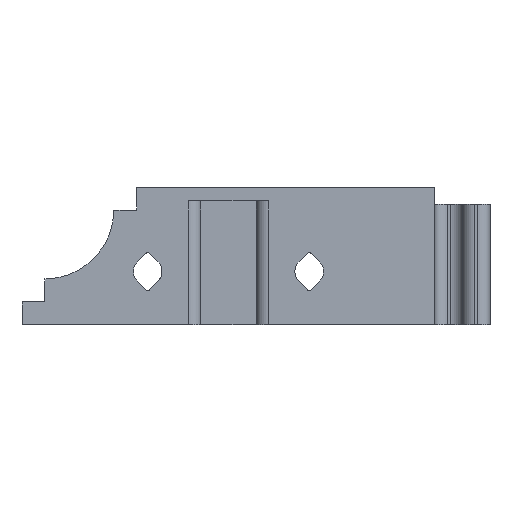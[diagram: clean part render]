
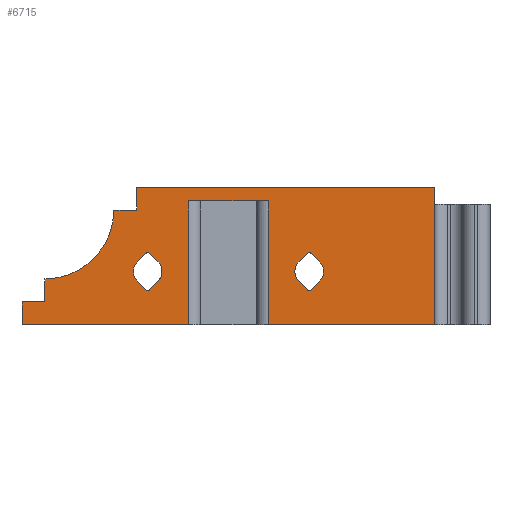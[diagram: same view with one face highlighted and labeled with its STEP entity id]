
A CAD part, left-side view. The second image highlights one B-rep face of the part: STEP entity #6715.
In plain terms, the highlighted planar face has unit normal (-1, 0, 0).
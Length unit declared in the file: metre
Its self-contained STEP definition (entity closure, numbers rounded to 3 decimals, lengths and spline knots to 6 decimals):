
#164=CIRCLE('',#7196,0.002075);
#167=CIRCLE('',#7215,0.002075);
#178=CIRCLE('',#7228,0.01);
#179=CIRCLE('',#7229,0.0004);
#180=CIRCLE('',#7230,0.002075);
#181=CIRCLE('',#7231,0.0004);
#182=CIRCLE('',#7232,0.0004);
#183=CIRCLE('',#7233,0.0004);
#184=CIRCLE('',#7234,0.002075);
#356=PLANE('',#7227);
#570=LINE('',#9711,#1254);
#701=LINE('',#10115,#1385);
#721=LINE('',#10188,#1405);
#895=LINE('',#10897,#1579);
#896=LINE('',#10900,#1580);
#897=LINE('',#10901,#1581);
#898=LINE('',#10903,#1582);
#899=LINE('',#10905,#1583);
#900=LINE('',#10906,#1584);
#901=LINE('',#10907,#1585);
#902=LINE('',#10909,#1586);
#903=LINE('',#10913,#1587);
#904=LINE('',#10914,#1588);
#905=LINE('',#10918,#1589);
#906=LINE('',#10922,#1590);
#907=LINE('',#10926,#1591);
#908=LINE('',#10927,#1592);
#909=LINE('',#10932,#1593);
#910=LINE('',#10933,#1594);
#911=LINE('',#10937,#1595);
#1254=VECTOR('',#7583,1.);
#1385=VECTOR('',#7838,1.);
#1405=VECTOR('',#7890,1.);
#1579=VECTOR('',#8354,1.);
#1580=VECTOR('',#8355,1.);
#1581=VECTOR('',#8356,1.);
#1582=VECTOR('',#8357,1.);
#1583=VECTOR('',#8358,1.);
#1584=VECTOR('',#8359,1.);
#1585=VECTOR('',#8360,1.);
#1586=VECTOR('',#8361,1.);
#1587=VECTOR('',#8364,1.);
#1588=VECTOR('',#8365,1.);
#1589=VECTOR('',#8368,1.);
#1590=VECTOR('',#8371,1.);
#1591=VECTOR('',#8374,1.);
#1592=VECTOR('',#8375,1.);
#1593=VECTOR('',#8378,1.);
#1594=VECTOR('',#8379,1.);
#1595=VECTOR('',#8382,1.);
#2720=ORIENTED_EDGE('',*,*,#4575,.F.);
#2721=ORIENTED_EDGE('',*,*,#4576,.T.);
#2722=ORIENTED_EDGE('',*,*,#4228,.F.);
#2723=ORIENTED_EDGE('',*,*,#4577,.F.);
#2724=ORIENTED_EDGE('',*,*,#4578,.F.);
#2725=ORIENTED_EDGE('',*,*,#4579,.T.);
#2726=ORIENTED_EDGE('',*,*,#4264,.F.);
#2727=ORIENTED_EDGE('',*,*,#4580,.T.);
#2728=ORIENTED_EDGE('',*,*,#4052,.T.);
#2729=ORIENTED_EDGE('',*,*,#4581,.F.);
#2730=ORIENTED_EDGE('',*,*,#4582,.F.);
#2731=ORIENTED_EDGE('',*,*,#4583,.F.);
#2732=ORIENTED_EDGE('',*,*,#4584,.F.);
#2733=ORIENTED_EDGE('',*,*,#4585,.F.);
#2734=ORIENTED_EDGE('',*,*,#4586,.F.);
#2735=ORIENTED_EDGE('',*,*,#4587,.T.);
#2736=ORIENTED_EDGE('',*,*,#4588,.F.);
#2737=ORIENTED_EDGE('',*,*,#4589,.T.);
#2738=ORIENTED_EDGE('',*,*,#4590,.F.);
#2739=ORIENTED_EDGE('',*,*,#4591,.F.);
#2740=ORIENTED_EDGE('',*,*,#4543,.F.);
#2741=ORIENTED_EDGE('',*,*,#4592,.F.);
#2742=ORIENTED_EDGE('',*,*,#4593,.F.);
#2743=ORIENTED_EDGE('',*,*,#4594,.T.);
#2744=ORIENTED_EDGE('',*,*,#4507,.F.);
#2745=ORIENTED_EDGE('',*,*,#4595,.T.);
#2746=ORIENTED_EDGE('',*,*,#4596,.F.);
#2747=ORIENTED_EDGE('',*,*,#4597,.F.);
#2748=ORIENTED_EDGE('',*,*,#4598,.F.);
#4052=EDGE_CURVE('',#5042,#5041,#570,.F.);
#4228=EDGE_CURVE('',#5193,#5194,#701,.F.);
#4264=EDGE_CURVE('',#5229,#5230,#721,.F.);
#4507=EDGE_CURVE('',#5416,#5417,#164,.T.);
#4543=EDGE_CURVE('',#5452,#5453,#167,.T.);
#4575=EDGE_CURVE('',#5480,#5481,#895,.T.);
#4576=EDGE_CURVE('',#5480,#5194,#896,.T.);
#4577=EDGE_CURVE('',#5482,#5193,#897,.T.);
#4578=EDGE_CURVE('',#5483,#5482,#898,.F.);
#4579=EDGE_CURVE('',#5483,#5230,#899,.F.);
#4580=EDGE_CURVE('',#5229,#5042,#900,.T.);
#4581=EDGE_CURVE('',#5484,#5041,#901,.T.);
#4582=EDGE_CURVE('',#5485,#5484,#902,.T.);
#4583=EDGE_CURVE('',#5486,#5485,#178,.T.);
#4584=EDGE_CURVE('',#5481,#5486,#903,.T.);
#4585=EDGE_CURVE('',#5487,#5452,#904,.T.);
#4586=EDGE_CURVE('',#5488,#5487,#179,.T.);
#4587=EDGE_CURVE('',#5488,#5489,#905,.T.);
#4588=EDGE_CURVE('',#5490,#5489,#180,.T.);
#4589=EDGE_CURVE('',#5490,#5491,#906,.T.);
#4590=EDGE_CURVE('',#5492,#5491,#181,.T.);
#4591=EDGE_CURVE('',#5453,#5492,#907,.T.);
#4592=EDGE_CURVE('',#5493,#5494,#908,.T.);
#4593=EDGE_CURVE('',#5495,#5493,#182,.T.);
#4594=EDGE_CURVE('',#5495,#5417,#909,.T.);
#4595=EDGE_CURVE('',#5416,#5496,#910,.T.);
#4596=EDGE_CURVE('',#5497,#5496,#183,.T.);
#4597=EDGE_CURVE('',#5498,#5497,#911,.T.);
#4598=EDGE_CURVE('',#5494,#5498,#184,.T.);
#5041=VERTEX_POINT('',#9710);
#5042=VERTEX_POINT('',#9712);
#5193=VERTEX_POINT('',#10116);
#5194=VERTEX_POINT('',#10117);
#5229=VERTEX_POINT('',#10187);
#5230=VERTEX_POINT('',#10189);
#5416=VERTEX_POINT('',#10734);
#5417=VERTEX_POINT('',#10736);
#5452=VERTEX_POINT('',#10835);
#5453=VERTEX_POINT('',#10837);
#5480=VERTEX_POINT('',#10898);
#5481=VERTEX_POINT('',#10899);
#5482=VERTEX_POINT('',#10902);
#5483=VERTEX_POINT('',#10904);
#5484=VERTEX_POINT('',#10908);
#5485=VERTEX_POINT('',#10910);
#5486=VERTEX_POINT('',#10912);
#5487=VERTEX_POINT('',#10915);
#5488=VERTEX_POINT('',#10917);
#5489=VERTEX_POINT('',#10919);
#5490=VERTEX_POINT('',#10921);
#5491=VERTEX_POINT('',#10923);
#5492=VERTEX_POINT('',#10925);
#5493=VERTEX_POINT('',#10928);
#5494=VERTEX_POINT('',#10929);
#5495=VERTEX_POINT('',#10931);
#5496=VERTEX_POINT('',#10934);
#5497=VERTEX_POINT('',#10936);
#5498=VERTEX_POINT('',#10938);
#5915=EDGE_LOOP('',(#2720,#2721,#2722,#2723,#2724,#2725,#2726,#2727,#2728,
#2729,#2730,#2731,#2732));
#5916=EDGE_LOOP('',(#2733,#2734,#2735,#2736,#2737,#2738,#2739,#2740));
#5917=EDGE_LOOP('',(#2741,#2742,#2743,#2744,#2745,#2746,#2747,#2748));
#6299=FACE_BOUND('',#5915,.T.);
#6300=FACE_BOUND('',#5916,.T.);
#6301=FACE_BOUND('',#5917,.T.);
#6715=ADVANCED_FACE('',(#6299,#6300,#6301),#356,.T.);
#7196=AXIS2_PLACEMENT_3D('',#10735,#8258,#8259);
#7215=AXIS2_PLACEMENT_3D('',#10836,#8307,#8308);
#7227=AXIS2_PLACEMENT_3D('',#10896,#8352,#8353);
#7228=AXIS2_PLACEMENT_3D('',#10911,#8362,#8363);
#7229=AXIS2_PLACEMENT_3D('',#10916,#8366,#8367);
#7230=AXIS2_PLACEMENT_3D('',#10920,#8369,#8370);
#7231=AXIS2_PLACEMENT_3D('',#10924,#8372,#8373);
#7232=AXIS2_PLACEMENT_3D('',#10930,#8376,#8377);
#7233=AXIS2_PLACEMENT_3D('',#10935,#8380,#8381);
#7234=AXIS2_PLACEMENT_3D('',#10939,#8383,#8384);
#7583=DIRECTION('',(0.,-1.,0.));
#7838=DIRECTION('',(0.,-1.,0.));
#7890=DIRECTION('',(0.,-1.,0.));
#8258=DIRECTION('',(-1.,0.,0.));
#8259=DIRECTION('',(0.,-1.,0.));
#8307=DIRECTION('',(-1.,0.,0.));
#8308=DIRECTION('',(0.,-1.,0.));
#8352=DIRECTION('',(-1.,0.,0.));
#8353=DIRECTION('',(0.,-1.,0.));
#8354=DIRECTION('',(0.,-1.,0.));
#8355=DIRECTION('',(0.,0.,-1.));
#8356=DIRECTION('',(0.,0.,-1.));
#8357=DIRECTION('',(0.,-1.,0.));
#8358=DIRECTION('',(0.,0.,1.));
#8359=DIRECTION('',(0.,0.,1.));
#8360=DIRECTION('',(0.,0.,1.));
#8361=DIRECTION('',(0.,-1.,0.));
#8362=DIRECTION('',(-1.,0.,0.));
#8363=DIRECTION('',(0.,-1.,0.));
#8364=DIRECTION('',(0.,0.,1.));
#8365=DIRECTION('',(0.,-0.707,0.707));
#8366=DIRECTION('',(-1.,0.,0.));
#8367=DIRECTION('',(0.,-1.,0.));
#8368=DIRECTION('',(0.,0.707,0.707));
#8369=DIRECTION('',(-1.,0.,0.));
#8370=DIRECTION('',(0.,-1.,0.));
#8371=DIRECTION('',(0.,-0.707,0.707));
#8372=DIRECTION('',(-1.,0.,0.));
#8373=DIRECTION('',(0.,-1.,0.));
#8374=DIRECTION('',(0.,0.707,0.707));
#8375=DIRECTION('',(0.,-0.707,0.707));
#8376=DIRECTION('',(-1.,0.,0.));
#8377=DIRECTION('',(0.,-1.,0.));
#8378=DIRECTION('',(0.,0.707,0.707));
#8379=DIRECTION('',(0.,-0.707,0.707));
#8380=DIRECTION('',(-1.,0.,0.));
#8381=DIRECTION('',(0.,-1.,0.));
#8382=DIRECTION('',(0.,0.707,0.707));
#8383=DIRECTION('',(-1.,0.,0.));
#8384=DIRECTION('',(0.,-1.,0.));
#9710=CARTESIAN_POINT('',(0.810025,1.633333,0.38));
#9711=CARTESIAN_POINT('',(0.810025,1.662111,0.38));
#9712=CARTESIAN_POINT('',(0.810025,1.59,0.38));
#10115=CARTESIAN_POINT('',(0.810025,1.662111,0.36));
#10116=CARTESIAN_POINT('',(0.810025,1.625778,0.36));
#10117=CARTESIAN_POINT('',(0.810025,1.65,0.36));
#10187=CARTESIAN_POINT('',(0.810025,1.59,0.36));
#10188=CARTESIAN_POINT('',(0.810025,1.662111,0.36));
#10189=CARTESIAN_POINT('',(0.810025,1.614222,0.36));
#10734=CARTESIAN_POINT('',(0.810025,1.609734,0.369201));
#10735=CARTESIAN_POINT('',(0.810025,1.608267,0.367733));
#10736=CARTESIAN_POINT('',(0.810025,1.609734,0.366266));
#10835=CARTESIAN_POINT('',(0.810025,1.630266,0.366266));
#10836=CARTESIAN_POINT('',(0.810025,1.631733,0.367733));
#10837=CARTESIAN_POINT('',(0.810025,1.630266,0.369201));
#10896=CARTESIAN_POINT('',(0.810025,1.662111,0.38));
#10897=CARTESIAN_POINT('',(0.810025,1.662111,0.363333));
#10898=CARTESIAN_POINT('',(0.810025,1.65,0.363333));
#10899=CARTESIAN_POINT('',(0.810025,1.646667,0.363333));
#10900=CARTESIAN_POINT('',(0.810025,1.65,0.38));
#10901=CARTESIAN_POINT('',(0.810025,1.625778,0.38));
#10902=CARTESIAN_POINT('',(0.810025,1.625778,0.378));
#10903=CARTESIAN_POINT('',(0.810025,1.662111,0.378));
#10904=CARTESIAN_POINT('',(0.810025,1.614222,0.378));
#10905=CARTESIAN_POINT('',(0.810025,1.614222,0.38));
#10906=CARTESIAN_POINT('',(0.810025,1.59,0.38));
#10907=CARTESIAN_POINT('',(0.810025,1.633333,0.38));
#10908=CARTESIAN_POINT('',(0.810025,1.633333,0.376667));
#10909=CARTESIAN_POINT('',(0.810025,1.662111,0.376667));
#10910=CARTESIAN_POINT('',(0.810025,1.636667,0.376667));
#10911=CARTESIAN_POINT('',(0.810025,1.646667,0.376667));
#10912=CARTESIAN_POINT('',(0.810025,1.646667,0.366667));
#10913=CARTESIAN_POINT('',(0.810025,1.646667,0.38));
#10914=CARTESIAN_POINT('',(0.810025,1.639322,0.357211));
#10915=CARTESIAN_POINT('',(0.810025,1.631451,0.365082));
#10916=CARTESIAN_POINT('',(0.810025,1.631733,0.365365));
#10917=CARTESIAN_POINT('',(0.810025,1.632016,0.365082));
#10918=CARTESIAN_POINT('',(0.810025,1.654523,0.387588));
#10919=CARTESIAN_POINT('',(0.810025,1.633201,0.366266));
#10920=CARTESIAN_POINT('',(0.810025,1.631733,0.367733));
#10921=CARTESIAN_POINT('',(0.810025,1.633201,0.369201));
#10922=CARTESIAN_POINT('',(0.810025,1.642256,0.360145));
#10923=CARTESIAN_POINT('',(0.810025,1.632016,0.370385));
#10924=CARTESIAN_POINT('',(0.810025,1.631733,0.370102));
#10925=CARTESIAN_POINT('',(0.810025,1.631451,0.370385));
#10926=CARTESIAN_POINT('',(0.810025,1.651588,0.390523));
#10927=CARTESIAN_POINT('',(0.810025,1.627588,0.345477));
#10928=CARTESIAN_POINT('',(0.810025,1.607984,0.365082));
#10929=CARTESIAN_POINT('',(0.810025,1.606799,0.366266));
#10930=CARTESIAN_POINT('',(0.810025,1.608267,0.365365));
#10931=CARTESIAN_POINT('',(0.810025,1.608549,0.365082));
#10932=CARTESIAN_POINT('',(0.810025,1.642789,0.399322));
#10933=CARTESIAN_POINT('',(0.810025,1.630523,0.348412));
#10934=CARTESIAN_POINT('',(0.810025,1.608549,0.370385));
#10935=CARTESIAN_POINT('',(0.810025,1.608267,0.370102));
#10936=CARTESIAN_POINT('',(0.810025,1.607984,0.370385));
#10937=CARTESIAN_POINT('',(0.810025,1.639855,0.402256));
#10938=CARTESIAN_POINT('',(0.810025,1.606799,0.369201));
#10939=CARTESIAN_POINT('',(0.810025,1.608267,0.367733));
